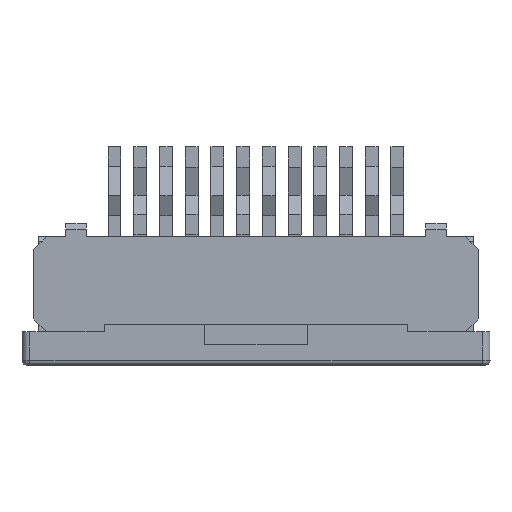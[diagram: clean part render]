
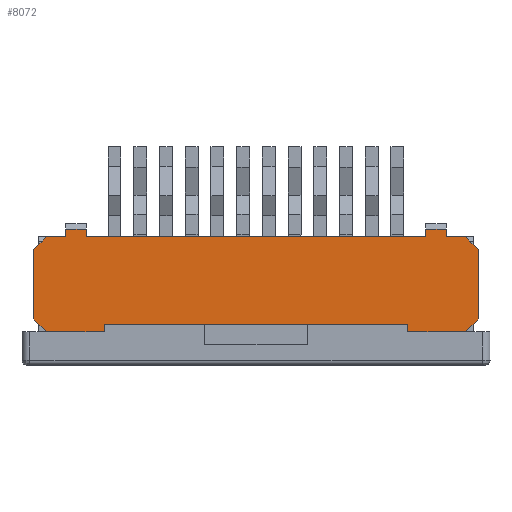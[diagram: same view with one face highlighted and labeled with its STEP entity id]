
A CAD part, front view. The second image highlights one B-rep face of the part: STEP entity #8072.
In plain terms, the highlighted planar face has unit normal (0, -1, 0).
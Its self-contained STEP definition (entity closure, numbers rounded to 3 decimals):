
#34=DIRECTION('',(1.,0.,0.));
#35=VECTOR('',#34,11.8);
#36=CARTESIAN_POINT('',(-14.9,-1.9,-1.15));
#37=LINE('387527',#36,#35);
#66=DIRECTION('',(0.,0.,1.));
#67=VECTOR('',#66,0.3);
#68=CARTESIAN_POINT('',(-14.9,-1.9,-1.45));
#69=LINE('386722',#68,#67);
#78=DIRECTION('',(1.,0.,0.));
#79=VECTOR('',#78,2.25);
#80=CARTESIAN_POINT('',(-17.15,-1.9,-1.45));
#81=LINE('386721',#80,#79);
#608=DIRECTION('',(-1.,0.,0.));
#609=VECTOR('',#608,13.2);
#610=CARTESIAN_POINT('',(-2.4,-1.9,2.25));
#611=LINE('387479',#610,#609);
#2396=DIRECTION('',(1.,0.,0.));
#2397=VECTOR('',#2396,2.25);
#2398=CARTESIAN_POINT('',(-3.1,-1.9,-1.45));
#2399=LINE('384550',#2398,#2397);
#2416=DIRECTION('',(0.,0.,-1.));
#2417=VECTOR('',#2416,0.3);
#2418=CARTESIAN_POINT('',(-3.1,-1.9,-1.15));
#2419=LINE('384569',#2418,#2417);
#2424=DIRECTION('',(0.707,0.,-0.707));
#2425=VECTOR('',#2424,0.707);
#2426=CARTESIAN_POINT('',(-0.85,-1.9,2.25));
#2427=LINE('384553',#2426,#2425);
#2428=DIRECTION('',(-0.707,0.,-0.707));
#2429=VECTOR('',#2428,0.707);
#2430=CARTESIAN_POINT('',(-0.35,-1.9,-0.95));
#2431=LINE('384551',#2430,#2429);
#2432=DIRECTION('',(-0.707,0.,0.707));
#2433=VECTOR('',#2432,0.707);
#2434=CARTESIAN_POINT('',(-17.15,-1.9,-1.45));
#2435=LINE('386720',#2434,#2433);
#2436=DIRECTION('',(0.707,0.,0.707));
#2437=VECTOR('',#2436,0.707);
#2438=CARTESIAN_POINT('',(-17.65,-1.9,1.75));
#2439=LINE('386718',#2438,#2437);
#2444=DIRECTION('',(0.,0.,-1.));
#2445=VECTOR('',#2444,0.3);
#2446=CARTESIAN_POINT('',(-2.4,-1.9,2.55));
#2447=LINE('384557',#2446,#2445);
#2460=DIRECTION('',(-1.,0.,0.));
#2461=VECTOR('',#2460,0.8);
#2462=CARTESIAN_POINT('',(-1.6,-1.9,2.55));
#2463=LINE('384556',#2462,#2461);
#2488=DIRECTION('',(0.,0.,1.));
#2489=VECTOR('',#2488,0.3);
#2490=CARTESIAN_POINT('',(-1.6,-1.9,2.25));
#2491=LINE('384555',#2490,#2489);
#2958=DIRECTION('',(0.,0.,1.));
#2959=VECTOR('',#2958,2.7);
#2960=CARTESIAN_POINT('',(-0.35,-1.9,-0.95));
#2961=LINE('384552',#2960,#2959);
#2990=DIRECTION('',(-1.,0.,0.));
#2991=VECTOR('',#2990,0.75);
#2992=CARTESIAN_POINT('',(-0.85,-1.9,2.25));
#2993=LINE('384554',#2992,#2991);
#3018=DIRECTION('',(0.,0.,-1.));
#3019=VECTOR('',#3018,2.7);
#3020=CARTESIAN_POINT('',(-17.65,-1.9,1.75));
#3021=LINE('386719',#3020,#3019);
#3078=DIRECTION('',(0.,0.,-1.));
#3079=VECTOR('',#3078,0.3);
#3080=CARTESIAN_POINT('',(-16.4,-1.9,2.55));
#3081=LINE('386716',#3080,#3079);
#3238=DIRECTION('',(0.,0.,1.));
#3239=VECTOR('',#3238,0.3);
#3240=CARTESIAN_POINT('',(-15.6,-1.9,2.25));
#3241=LINE('386714',#3240,#3239);
#3242=DIRECTION('',(-1.,0.,0.));
#3243=VECTOR('',#3242,0.8);
#3244=CARTESIAN_POINT('',(-15.6,-1.9,2.55));
#3245=LINE('386715',#3244,#3243);
#3266=DIRECTION('',(-1.,0.,0.));
#3267=VECTOR('',#3266,0.75);
#3268=CARTESIAN_POINT('',(-16.4,-1.9,2.25));
#3269=LINE('386717',#3268,#3267);
#3862=CARTESIAN_POINT('',(-3.1,-1.9,-1.45));
#3863=CARTESIAN_POINT('',(-0.85,-1.9,-1.45));
#3864=VERTEX_POINT('',#3862);
#3865=VERTEX_POINT('',#3863);
#3866=CARTESIAN_POINT('',(-0.35,-1.9,-0.95));
#3867=VERTEX_POINT('',#3866);
#3868=CARTESIAN_POINT('',(-0.35,-1.9,1.75));
#3869=VERTEX_POINT('',#3868);
#3870=CARTESIAN_POINT('',(-0.85,-1.9,2.25));
#3871=VERTEX_POINT('',#3870);
#3872=CARTESIAN_POINT('',(-1.6,-1.9,2.25));
#3873=VERTEX_POINT('',#3872);
#3874=CARTESIAN_POINT('',(-1.6,-1.9,2.55));
#3875=VERTEX_POINT('',#3874);
#3876=CARTESIAN_POINT('',(-2.4,-1.9,2.55));
#3877=VERTEX_POINT('',#3876);
#3878=CARTESIAN_POINT('',(-2.4,-1.9,2.25));
#3879=VERTEX_POINT('',#3878);
#3880=CARTESIAN_POINT('',(-3.1,-1.9,-1.15));
#3881=VERTEX_POINT('',#3880);
#4215=CARTESIAN_POINT('',(-15.6,-1.9,2.25));
#4216=CARTESIAN_POINT('',(-15.6,-1.9,2.55));
#4217=VERTEX_POINT('',#4215);
#4218=VERTEX_POINT('',#4216);
#4219=CARTESIAN_POINT('',(-16.4,-1.9,2.55));
#4220=VERTEX_POINT('',#4219);
#4221=CARTESIAN_POINT('',(-16.4,-1.9,2.25));
#4222=VERTEX_POINT('',#4221);
#4223=CARTESIAN_POINT('',(-17.15,-1.9,2.25));
#4224=VERTEX_POINT('',#4223);
#4225=CARTESIAN_POINT('',(-17.65,-1.9,1.75));
#4226=VERTEX_POINT('',#4225);
#4227=CARTESIAN_POINT('',(-17.65,-1.9,-0.95));
#4228=VERTEX_POINT('',#4227);
#4229=CARTESIAN_POINT('',(-17.15,-1.9,-1.45));
#4230=VERTEX_POINT('',#4229);
#4231=CARTESIAN_POINT('',(-14.9,-1.9,-1.45));
#4232=VERTEX_POINT('',#4231);
#4233=CARTESIAN_POINT('',(-14.9,-1.9,-1.15));
#4234=VERTEX_POINT('',#4233);
#8032=CARTESIAN_POINT('',(0.,-1.9,0.55));
#8033=DIRECTION('',(0.,1.,0.));
#8034=DIRECTION('',(-1.,0.,0.));
#8035=AXIS2_PLACEMENT_3D('',#8032,#8033,#8034);
#8036=PLANE('385237',#8035);
#8037=ORIENTED_EDGE('387479',*,*,#4847,.F.);
#8039=ORIENTED_EDGE('384557',*,*,#8038,.F.);
#8041=ORIENTED_EDGE('384556',*,*,#8040,.F.);
#8043=ORIENTED_EDGE('384555',*,*,#8042,.F.);
#8045=ORIENTED_EDGE('384554',*,*,#8044,.F.);
#8047=ORIENTED_EDGE('384553',*,*,#8046,.T.);
#8049=ORIENTED_EDGE('384552',*,*,#8048,.F.);
#8051=ORIENTED_EDGE('384551',*,*,#8050,.T.);
#8052=ORIENTED_EDGE('384550',*,*,#7989,.F.);
#8053=ORIENTED_EDGE('384569',*,*,#8026,.F.);
#8054=ORIENTED_EDGE('387527',*,*,#4404,.F.);
#8055=ORIENTED_EDGE('386722',*,*,#4458,.F.);
#8056=ORIENTED_EDGE('386721',*,*,#4472,.F.);
#8057=ORIENTED_EDGE('386720',*,*,#4515,.T.);
#8059=ORIENTED_EDGE('386719',*,*,#8058,.F.);
#8061=ORIENTED_EDGE('386718',*,*,#8060,.T.);
#8063=ORIENTED_EDGE('386717',*,*,#8062,.F.);
#8065=ORIENTED_EDGE('386716',*,*,#8064,.F.);
#8067=ORIENTED_EDGE('386715',*,*,#8066,.F.);
#8069=ORIENTED_EDGE('386714',*,*,#8068,.F.);
#8070=EDGE_LOOP('385237',(#8037,#8039,#8041,#8043,#8045,#8047,#8049,#8051,#8052,
#8053,#8054,#8055,#8056,#8057,#8059,#8061,#8063,#8065,#8067,#8069));
#8071=FACE_OUTER_BOUND('385237',#8070,.F.);
#8072=ADVANCED_FACE('385237',(#8071),#8036,.F.);
#4404=EDGE_CURVE('387527',#4234,#3881,#37,.T.);
#4458=EDGE_CURVE('386722',#4232,#4234,#69,.T.);
#4472=EDGE_CURVE('386721',#4230,#4232,#81,.T.);
#4515=EDGE_CURVE('386720',#4230,#4228,#2435,.T.);
#4847=EDGE_CURVE('387479',#3879,#4217,#611,.T.);
#7989=EDGE_CURVE('384550',#3864,#3865,#2399,.T.);
#8026=EDGE_CURVE('384569',#3881,#3864,#2419,.T.);
#8038=EDGE_CURVE('384557',#3877,#3879,#2447,.T.);
#8040=EDGE_CURVE('384556',#3875,#3877,#2463,.T.);
#8042=EDGE_CURVE('384555',#3873,#3875,#2491,.T.);
#8044=EDGE_CURVE('384554',#3871,#3873,#2993,.T.);
#8046=EDGE_CURVE('384553',#3871,#3869,#2427,.T.);
#8048=EDGE_CURVE('384552',#3867,#3869,#2961,.T.);
#8050=EDGE_CURVE('384551',#3867,#3865,#2431,.T.);
#8058=EDGE_CURVE('386719',#4226,#4228,#3021,.T.);
#8060=EDGE_CURVE('386718',#4226,#4224,#2439,.T.);
#8062=EDGE_CURVE('386717',#4222,#4224,#3269,.T.);
#8064=EDGE_CURVE('386716',#4220,#4222,#3081,.T.);
#8066=EDGE_CURVE('386715',#4218,#4220,#3245,.T.);
#8068=EDGE_CURVE('386714',#4217,#4218,#3241,.T.);
